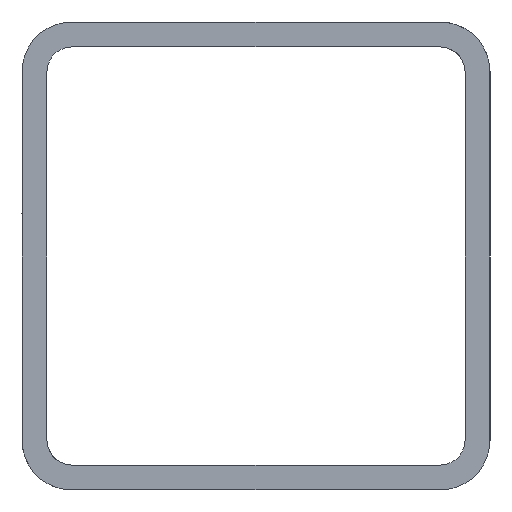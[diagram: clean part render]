
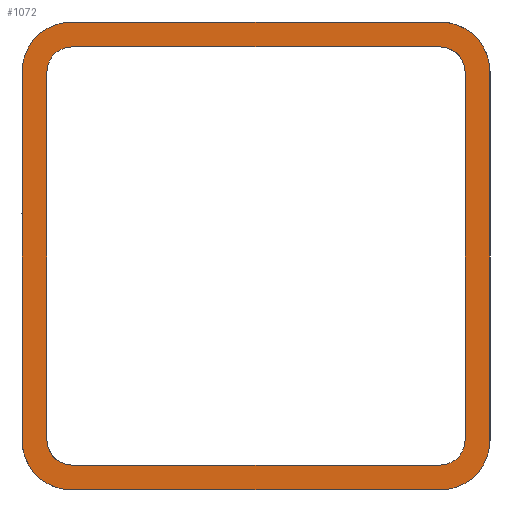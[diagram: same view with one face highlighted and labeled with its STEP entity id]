
A CAD part, left-side view. The second image highlights one B-rep face of the part: STEP entity #1072.
In plain terms, the highlighted planar face has unit normal (-1, 0, 0).
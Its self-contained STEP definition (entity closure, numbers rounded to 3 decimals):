
#11 = ORIENTED_EDGE ( 'NONE', *, *, #2792, .T. ) ;
#27 = EDGE_CURVE ( 'NONE', #501, #70, #715, .T. ) ;
#33 = CARTESIAN_POINT ( 'NONE',  ( 0., 23.6, 30. ) ) ;
#70 = VERTEX_POINT ( 'NONE', #2564 ) ;
#76 = VERTEX_POINT ( 'NONE', #3668 ) ;
#88 = CARTESIAN_POINT ( 'NONE',  ( 0., -23.6, 26.8 ) ) ;
#90 = VERTEX_POINT ( 'NONE', #4329 ) ;
#102 = ORIENTED_EDGE ( 'NONE', *, *, #4312, .T. ) ;
#155 = LINE ( 'NONE', #2966, #3204 ) ;
#184 = ORIENTED_EDGE ( 'NONE', *, *, #745, .T. ) ;
#203 = DIRECTION ( 'NONE',  ( -1., 0., 0. ) ) ;
#227 = CARTESIAN_POINT ( 'NONE',  ( 0., 23.6, -30. ) ) ;
#294 = EDGE_CURVE ( 'NONE', #70, #2968, #3769, .T. ) ;
#310 = DIRECTION ( 'NONE',  ( 0., 0., -1. ) ) ;
#398 = CARTESIAN_POINT ( 'NONE',  ( 0., -26.8, -23.6 ) ) ;
#501 = VERTEX_POINT ( 'NONE', #3322 ) ;
#534 = VERTEX_POINT ( 'NONE', #227 ) ;
#558 = CIRCLE ( 'NONE', #1233, 6.4 ) ;
#595 = CARTESIAN_POINT ( 'NONE',  ( 0., 30., 0. ) ) ;
#642 = VECTOR ( 'NONE', #1871, 1000. ) ;
#684 = CARTESIAN_POINT ( 'NONE',  ( 0., 23.6, -23.6 ) ) ;
#695 = VERTEX_POINT ( 'NONE', #398 ) ;
#715 = LINE ( 'NONE', #1331, #1168 ) ;
#736 = EDGE_CURVE ( 'NONE', #2568, #1570, #4376, .T. ) ;
#745 = EDGE_CURVE ( 'NONE', #534, #2568, #3243, .T. ) ;
#805 = DIRECTION ( 'NONE',  ( 0., -1., 0. ) ) ;
#807 = VECTOR ( 'NONE', #805, 1000. ) ;
#858 = VERTEX_POINT ( 'NONE', #3626 ) ;
#904 = FACE_BOUND ( 'NONE', #2992, .T. ) ;
#917 = EDGE_CURVE ( 'NONE', #3059, #4084, #558, .T. ) ;
#962 = CARTESIAN_POINT ( 'NONE',  ( 0., -23.6, 23.6 ) ) ;
#994 = CARTESIAN_POINT ( 'NONE',  ( 0., 23.6, 23.6 ) ) ;
#1004 = CIRCLE ( 'NONE', #1969, 3.2 ) ;
#1012 = EDGE_CURVE ( 'NONE', #1570, #4084, #155, .T. ) ;
#1036 = VERTEX_POINT ( 'NONE', #88 ) ;
#1070 = DIRECTION ( 'NONE',  ( 0., -1., 0. ) ) ;
#1072 = ADVANCED_FACE ( 'NONE', ( #1913, #904 ), #1889, .T. ) ;
#1096 = CARTESIAN_POINT ( 'NONE',  ( 0., -23.6, -23.6 ) ) ;
#1110 = ORIENTED_EDGE ( 'NONE', *, *, #1254, .T. ) ;
#1168 = VECTOR ( 'NONE', #3560, 1000. ) ;
#1170 = CIRCLE ( 'NONE', #3774, 3.2 ) ;
#1233 = AXIS2_PLACEMENT_3D ( 'NONE', #962, #2388, #4532 ) ;
#1254 = EDGE_CURVE ( 'NONE', #695, #501, #1170, .T. ) ;
#1331 = CARTESIAN_POINT ( 'NONE',  ( 0., -670., -26.8 ) ) ;
#1425 = AXIS2_PLACEMENT_3D ( 'NONE', #1650, #2000, #3760 ) ;
#1496 = LINE ( 'NONE', #2185, #642 ) ;
#1552 = EDGE_CURVE ( 'NONE', #2537, #76, #1004, .T. ) ;
#1554 = ORIENTED_EDGE ( 'NONE', *, *, #4579, .T. ) ;
#1563 = ORIENTED_EDGE ( 'NONE', *, *, #294, .T. ) ;
#1570 = VERTEX_POINT ( 'NONE', #4602 ) ;
#1608 = AXIS2_PLACEMENT_3D ( 'NONE', #2772, #2374, #4193 ) ;
#1637 = CARTESIAN_POINT ( 'NONE',  ( 0., -670., 0. ) ) ;
#1650 = CARTESIAN_POINT ( 'NONE',  ( 0., 23.6, -23.6 ) ) ;
#1708 = VECTOR ( 'NONE', #1070, 1000. ) ;
#1765 = DIRECTION ( 'NONE',  ( 1., 0., 0. ) ) ;
#1797 = ORIENTED_EDGE ( 'NONE', *, *, #3500, .T. ) ;
#1807 = CARTESIAN_POINT ( 'NONE',  ( 0., -670., -30. ) ) ;
#1837 = ORIENTED_EDGE ( 'NONE', *, *, #2953, .T. ) ;
#1847 = LINE ( 'NONE', #3630, #807 ) ;
#1871 = DIRECTION ( 'NONE',  ( 0., 1., 0. ) ) ;
#1876 = DIRECTION ( 'NONE',  ( 0., 0., -1. ) ) ;
#1889 = PLANE ( 'NONE',  #4235 ) ;
#1895 = EDGE_CURVE ( 'NONE', #858, #695, #3842, .T. ) ;
#1913 = FACE_OUTER_BOUND ( 'NONE', #3896, .T. ) ;
#1937 = DIRECTION ( 'NONE',  ( 0., 0., 1. ) ) ;
#1969 = AXIS2_PLACEMENT_3D ( 'NONE', #2012, #3826, #3509 ) ;
#2000 = DIRECTION ( 'NONE',  ( -1., 0., 0. ) ) ;
#2012 = CARTESIAN_POINT ( 'NONE',  ( 0., 23.6, 23.6 ) ) ;
#2016 = ORIENTED_EDGE ( 'NONE', *, *, #736, .T. ) ;
#2102 = ORIENTED_EDGE ( 'NONE', *, *, #2981, .T. ) ;
#2185 = CARTESIAN_POINT ( 'NONE',  ( 0., -670., 30. ) ) ;
#2374 = DIRECTION ( 'NONE',  ( 1., 0., 0. ) ) ;
#2388 = DIRECTION ( 'NONE',  ( 1., 0., 0. ) ) ;
#2397 = DIRECTION ( 'NONE',  ( 0., 0., -1. ) ) ;
#2426 = LINE ( 'NONE', #595, #3957 ) ;
#2434 = CARTESIAN_POINT ( 'NONE',  ( 0., -30., 23.6 ) ) ;
#2446 = CARTESIAN_POINT ( 'NONE',  ( 0., -26.8, 0. ) ) ;
#2537 = VERTEX_POINT ( 'NONE', #2764 ) ;
#2564 = CARTESIAN_POINT ( 'NONE',  ( 0., 23.6, -26.8 ) ) ;
#2568 = VERTEX_POINT ( 'NONE', #2996 ) ;
#2575 = ORIENTED_EDGE ( 'NONE', *, *, #1552, .T. ) ;
#2607 = DIRECTION ( 'NONE',  ( 0., 0., 1. ) ) ;
#2748 = CARTESIAN_POINT ( 'NONE',  ( 0., 26.8, -23.6 ) ) ;
#2764 = CARTESIAN_POINT ( 'NONE',  ( 0., 26.8, 23.6 ) ) ;
#2772 = CARTESIAN_POINT ( 'NONE',  ( 0., -23.6, 23.6 ) ) ;
#2773 = VERTEX_POINT ( 'NONE', #2862 ) ;
#2792 = EDGE_CURVE ( 'NONE', #3059, #3933, #1496, .T. ) ;
#2816 = CIRCLE ( 'NONE', #2899, 6.4 ) ;
#2853 = DIRECTION ( 'NONE',  ( 0., 0., 1. ) ) ;
#2862 = CARTESIAN_POINT ( 'NONE',  ( 0., 30., 23.6 ) ) ;
#2899 = AXIS2_PLACEMENT_3D ( 'NONE', #994, #203, #310 ) ;
#2953 = EDGE_CURVE ( 'NONE', #1036, #858, #4069, .T. ) ;
#2966 = CARTESIAN_POINT ( 'NONE',  ( 0., -30., 23.6 ) ) ;
#2968 = VERTEX_POINT ( 'NONE', #2748 ) ;
#2981 = EDGE_CURVE ( 'NONE', #3933, #2773, #2816, .T. ) ;
#2992 = EDGE_LOOP ( 'NONE', ( #1837, #3354, #1110, #4048, #1563, #4436, #2575, #1554 ) ) ;
#2996 = CARTESIAN_POINT ( 'NONE',  ( 0., -23.6, -30. ) ) ;
#3058 = DIRECTION ( 'NONE',  ( -1., 0., 0. ) ) ;
#3059 = VERTEX_POINT ( 'NONE', #3950 ) ;
#3120 = AXIS2_PLACEMENT_3D ( 'NONE', #1096, #3953, #4618 ) ;
#3204 = VECTOR ( 'NONE', #1937, 1000. ) ;
#3243 = LINE ( 'NONE', #1807, #1708 ) ;
#3322 = CARTESIAN_POINT ( 'NONE',  ( 0., -23.6, -26.8 ) ) ;
#3338 = ORIENTED_EDGE ( 'NONE', *, *, #1012, .T. ) ;
#3354 = ORIENTED_EDGE ( 'NONE', *, *, #1895, .T. ) ;
#3500 = EDGE_CURVE ( 'NONE', #90, #534, #3714, .T. ) ;
#3509 = DIRECTION ( 'NONE',  ( 0., 0., -1. ) ) ;
#3560 = DIRECTION ( 'NONE',  ( 0., 1., 0. ) ) ;
#3583 = CARTESIAN_POINT ( 'NONE',  ( 0., -23.6, -23.6 ) ) ;
#3626 = CARTESIAN_POINT ( 'NONE',  ( 0., -26.8, 23.6 ) ) ;
#3630 = CARTESIAN_POINT ( 'NONE',  ( 0., -670., 26.8 ) ) ;
#3668 = CARTESIAN_POINT ( 'NONE',  ( 0., 23.6, 26.8 ) ) ;
#3714 = CIRCLE ( 'NONE', #1425, 6.4 ) ;
#3760 = DIRECTION ( 'NONE',  ( 0., 0., -1. ) ) ;
#3769 = CIRCLE ( 'NONE', #4148, 3.2 ) ;
#3774 = AXIS2_PLACEMENT_3D ( 'NONE', #3583, #4330, #1876 ) ;
#3826 = DIRECTION ( 'NONE',  ( 1., 0., 0. ) ) ;
#3832 = EDGE_CURVE ( 'NONE', #2968, #2537, #4354, .T. ) ;
#3842 = LINE ( 'NONE', #2446, #4358 ) ;
#3846 = DIRECTION ( 'NONE',  ( 0., 0., -1. ) ) ;
#3852 = DIRECTION ( 'NONE',  ( 0., 0., -1. ) ) ;
#3867 = VECTOR ( 'NONE', #2853, 1000. ) ;
#3896 = EDGE_LOOP ( 'NONE', ( #11, #2102, #102, #1797, #184, #2016, #3338, #3967 ) ) ;
#3933 = VERTEX_POINT ( 'NONE', #33 ) ;
#3950 = CARTESIAN_POINT ( 'NONE',  ( 0., -23.6, 30. ) ) ;
#3953 = DIRECTION ( 'NONE',  ( -1., 0., 0. ) ) ;
#3957 = VECTOR ( 'NONE', #3846, 1000. ) ;
#3967 = ORIENTED_EDGE ( 'NONE', *, *, #917, .F. ) ;
#4048 = ORIENTED_EDGE ( 'NONE', *, *, #27, .T. ) ;
#4069 = CIRCLE ( 'NONE', #1608, 3.2 ) ;
#4084 = VERTEX_POINT ( 'NONE', #2434 ) ;
#4148 = AXIS2_PLACEMENT_3D ( 'NONE', #684, #1765, #3852 ) ;
#4193 = DIRECTION ( 'NONE',  ( 0., 0., -1. ) ) ;
#4235 = AXIS2_PLACEMENT_3D ( 'NONE', #1637, #3058, #2607 ) ;
#4312 = EDGE_CURVE ( 'NONE', #2773, #90, #2426, .T. ) ;
#4320 = CARTESIAN_POINT ( 'NONE',  ( 0., 26.8, 0. ) ) ;
#4329 = CARTESIAN_POINT ( 'NONE',  ( 0., 30., -23.6 ) ) ;
#4330 = DIRECTION ( 'NONE',  ( 1., 0., 0. ) ) ;
#4354 = LINE ( 'NONE', #4320, #3867 ) ;
#4358 = VECTOR ( 'NONE', #2397, 1000. ) ;
#4376 = CIRCLE ( 'NONE', #3120, 6.4 ) ;
#4436 = ORIENTED_EDGE ( 'NONE', *, *, #3832, .T. ) ;
#4532 = DIRECTION ( 'NONE',  ( 0., 0., -1. ) ) ;
#4579 = EDGE_CURVE ( 'NONE', #76, #1036, #1847, .T. ) ;
#4602 = CARTESIAN_POINT ( 'NONE',  ( 0., -30., -23.6 ) ) ;
#4618 = DIRECTION ( 'NONE',  ( 0., 0., -1. ) ) ;
